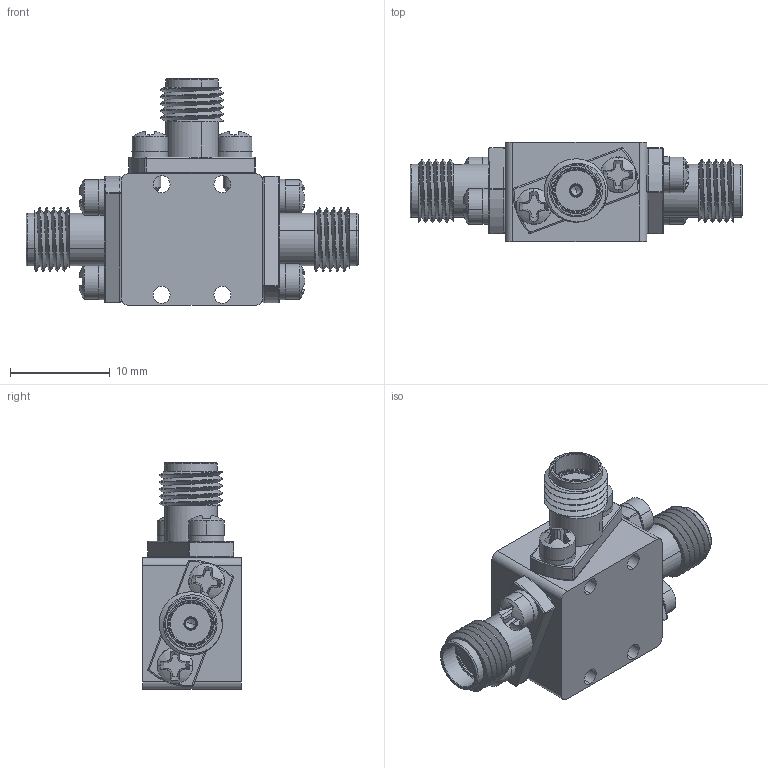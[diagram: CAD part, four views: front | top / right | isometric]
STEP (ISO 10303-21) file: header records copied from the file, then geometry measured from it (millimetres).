
FILE_DESCRIPTION (( 'STEP AP214' ), '1' );
FILE_NAME ('3D Model.STEP', '2024-09-30T13:09:26', ( '' ), ( '' ), 'SwSTEP 2.0', 'SolidWorks 2024', '' );
FILE_SCHEMA (( 'AUTOMOTIVE_DESIGN' ));
Length unit declared in the file: inch
Products named in the file (1): 3D Model
Bounding box: 33.27 x 9.91 x 22.73 mm (x, y, z)
Volume: 2641.6 mm3; surface area: 2999.5 mm2
Topology: 22 solids, 22 shells, 603 faces, 1410 edges, 839 vertices
Faces by surface type: plane 198, cylinder 183, torus 126, cone 54, sphere 36, bspline 6
Entity records: 19162 total; most frequent: CARTESIAN_POINT 4971, DIRECTION 3236, ORIENTED_EDGE 2748, AXIS2_PLACEMENT_3D 1390, EDGE_CURVE 1374, VERTEX_POINT 839, CIRCLE 792, EDGE_LOOP 647
